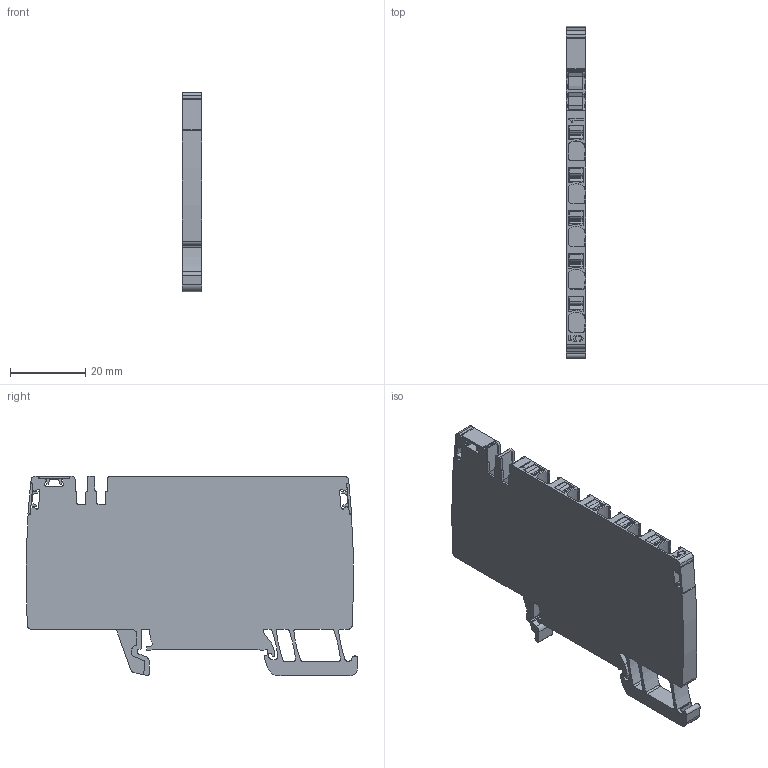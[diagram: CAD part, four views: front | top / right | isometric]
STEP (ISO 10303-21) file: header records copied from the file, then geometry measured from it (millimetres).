
FILE_DESCRIPTION(('CATIA V5R22 STEP214','CAx-IF Rec.Pracs.--- Model Styling and Organization---1.4--- 2014-01-23'),'2;1');
FILE_NAME ('1135659-1_1', '2019-07-05T12:04:10+00:00', ('Weidmueller Interface'), ('Weidmueller'), 'CATIA Version 5-6 Release 2016 SP3 HF44', 'CATIA V5 STEP AP214', 'none');
FILE_SCHEMA(('AUTOMOTIVE_DESIGN { 1 0 10303 214 1 1 1 1 }'));
Length unit declared in the file: millimetre
Products named in the file (1): 2675480000_AAP12_2-5_LI_DL_BL-OR
Bounding box: 5.1 x 88.35 x 53.19 mm (x, y, z)
Volume: 18133.5 mm3; surface area: 11410.4 mm2
Topology: 9 solids, 9 shells, 778 faces, 2204 edges, 1460 vertices
Faces by surface type: plane 423, cylinder 296, extrusion 39, torus 20
Entity records: 24745 total; most frequent: CARTESIAN_POINT 5043, ORIENTED_EDGE 4408, DIRECTION 3450, EDGE_CURVE 2204, VECTOR 1533, LINE 1494, VERTEX_POINT 1460, AXIS2_PLACEMENT_3D 1280
